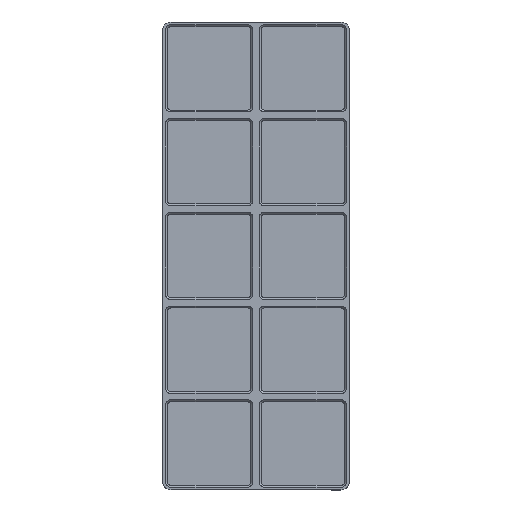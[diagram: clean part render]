
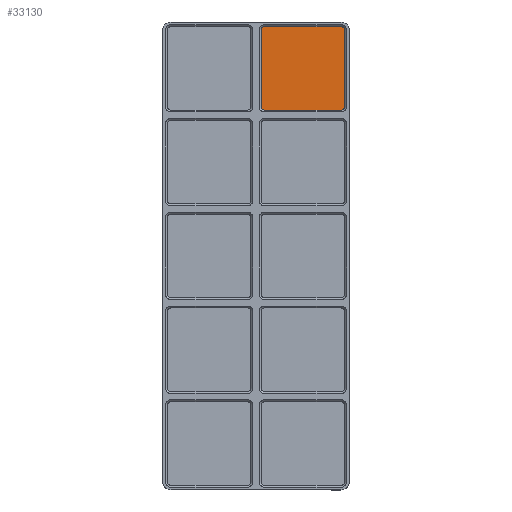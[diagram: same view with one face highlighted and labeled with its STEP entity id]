
A CAD part, top view. The second image highlights one B-rep face of the part: STEP entity #33130.
In plain terms, the highlighted planar face has unit normal (0, 0, 1).
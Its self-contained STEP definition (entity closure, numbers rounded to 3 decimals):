
#24010=CARTESIAN_POINT('',(291.75,289.,7.));
#24020=DIRECTION('',(0.,-1.,0.));
#24030=VECTOR('',#24020,1.);
#24040=LINE('',#24010,#24030);
#24050=CARTESIAN_POINT('',(291.75,290.15,7.));
#24060=VERTEX_POINT('',#24050);
#24070=CARTESIAN_POINT('',(291.75,255.85,7.));
#24080=VERTEX_POINT('',#24070);
#24090=EDGE_CURVE('',#24060,#24080,#24040,.T.);
#31290=CARTESIAN_POINT('',(289.,254.25,7.));
#31300=DIRECTION('',(-1.,0.,0.));
#31310=VECTOR('',#31300,1.);
#31320=LINE('',#31290,#31310);
#31330=CARTESIAN_POINT('',(290.15,254.25,7.));
#31340=VERTEX_POINT('',#31330);
#31350=CARTESIAN_POINT('',(255.85,254.25,7.));
#31360=VERTEX_POINT('',#31350);
#31370=EDGE_CURVE('',#31340,#31360,#31320,.T.);
#32560=CARTESIAN_POINT('',(273.,273.,7.));
#32570=DIRECTION('',(0.,0.,1.));
#32580=DIRECTION('',(1.,0.,0.));
#32590=AXIS2_PLACEMENT_3D('',#32560,#32570,#32580);
#32600=PLANE('',#32590);
#32610=CARTESIAN_POINT('',(255.85,290.15,7.));
#32620=DIRECTION('',(0.,0.,-1.));
#32630=DIRECTION('',(-1.,0.,0.));
#32640=AXIS2_PLACEMENT_3D('',#32610,#32620,#32630);
#32650=CIRCLE('',#32640,1.6);
#32660=CARTESIAN_POINT('',(254.25,290.15,7.));
#32670=VERTEX_POINT('',#32660);
#32680=CARTESIAN_POINT('',(255.85,291.75,7.));
#32690=VERTEX_POINT('',#32680);
#32700=EDGE_CURVE('',#32670,#32690,#32650,.T.);
#32710=ORIENTED_EDGE('',*,*,#32700,.F.);
#32720=CARTESIAN_POINT('',(257.,291.75,7.));
#32730=DIRECTION('',(1.,0.,0.));
#32740=VECTOR('',#32730,1.);
#32750=LINE('',#32720,#32740);
#32760=CARTESIAN_POINT('',(290.15,291.75,7.));
#32770=VERTEX_POINT('',#32760);
#32780=EDGE_CURVE('',#32690,#32770,#32750,.T.);
#32790=ORIENTED_EDGE('',*,*,#32780,.F.);
#32800=CARTESIAN_POINT('',(290.15,290.15,7.));
#32810=DIRECTION('',(0.,0.,-1.));
#32820=DIRECTION('',(-1.,0.,0.));
#32830=AXIS2_PLACEMENT_3D('',#32800,#32810,#32820);
#32840=CIRCLE('',#32830,1.6);
#32850=EDGE_CURVE('',#32770,#24060,#32840,.T.);
#32860=ORIENTED_EDGE('',*,*,#32850,.F.);
#32870=ORIENTED_EDGE('',*,*,#24090,.F.);
#32880=CARTESIAN_POINT('',(290.15,255.85,7.));
#32890=DIRECTION('',(0.,0.,-1.));
#32900=DIRECTION('',(-1.,0.,0.));
#32910=AXIS2_PLACEMENT_3D('',#32880,#32890,#32900);
#32920=CIRCLE('',#32910,1.6);
#32930=EDGE_CURVE('',#24080,#31340,#32920,.T.);
#32940=ORIENTED_EDGE('',*,*,#32930,.F.);
#32950=ORIENTED_EDGE('',*,*,#31370,.F.);
#32960=CARTESIAN_POINT('',(255.85,255.85,7.));
#32970=DIRECTION('',(0.,0.,-1.));
#32980=DIRECTION('',(-1.,0.,0.));
#32990=AXIS2_PLACEMENT_3D('',#32960,#32970,#32980);
#33000=CIRCLE('',#32990,1.6);
#33010=CARTESIAN_POINT('',(254.25,255.85,7.));
#33020=VERTEX_POINT('',#33010);
#33030=EDGE_CURVE('',#31360,#33020,#33000,.T.);
#33040=ORIENTED_EDGE('',*,*,#33030,.F.);
#33050=CARTESIAN_POINT('',(254.25,257.,7.));
#33060=DIRECTION('',(0.,1.,0.));
#33070=VECTOR('',#33060,1.);
#33080=LINE('',#33050,#33070);
#33090=EDGE_CURVE('',#33020,#32670,#33080,.T.);
#33100=ORIENTED_EDGE('',*,*,#33090,.F.);
#33110=EDGE_LOOP('',(#33100,#33040,#32950,#32940,#32870,#32860,#32790,
#32710));
#33120=FACE_OUTER_BOUND('',#33110,.T.);
#33130=ADVANCED_FACE('',(#33120),#32600,.T.);
